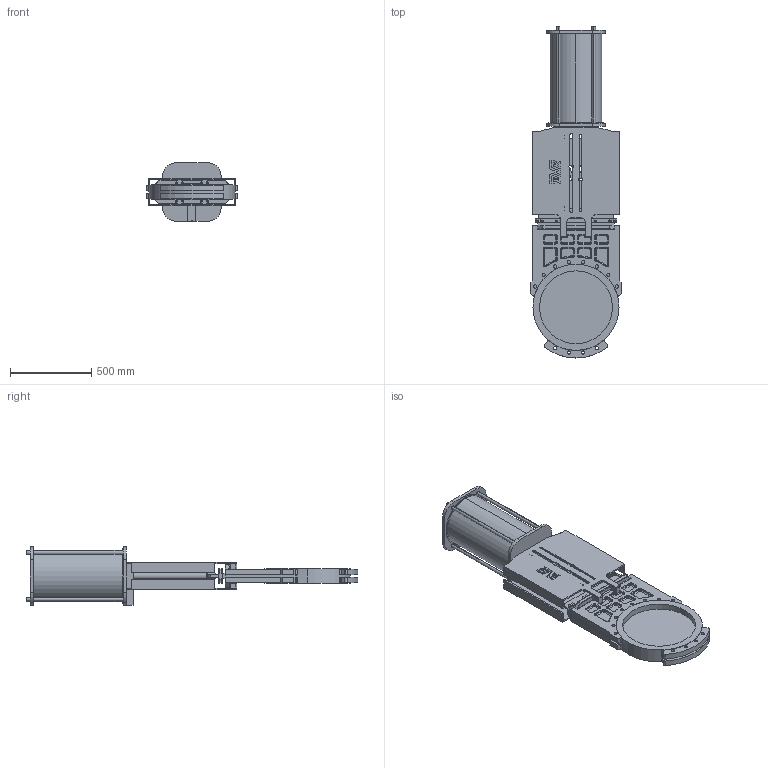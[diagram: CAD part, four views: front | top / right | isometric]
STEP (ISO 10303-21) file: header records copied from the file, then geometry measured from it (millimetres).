
FILE_DESCRIPTION (( 'STEP AP203' ), '1' );
FILE_NAME ('70245040034.STEP', '2017-03-17T09:06:34', ( '' ), ( '' ), 'SwSTEP 2.0', 'SolidWorks 2016', '' );
FILE_SCHEMA (( 'CONFIG_CONTROL_DESIGN' ));
Length unit declared in the file: millimetre
Products named in the file (1): 70245040034
Bounding box: 560 x 2049 x 360 mm (x, y, z)
Volume: 83349002.4 mm3; surface area: 4093442.9 mm2
Topology: 1 solids, 1 shells, 1175 faces, 3077 edges, 1937 vertices
Faces by surface type: cylinder 571, plane 427, torus 160, bspline 10, cone 5, sphere 2
Entity records: 37157 total; most frequent: CARTESIAN_POINT 7112, DIRECTION 6686, ORIENTED_EDGE 6136, EDGE_CURVE 3068, AXIS2_PLACEMENT_3D 2503, VERTEX_POINT 1937, VECTOR 1680, LINE 1680
